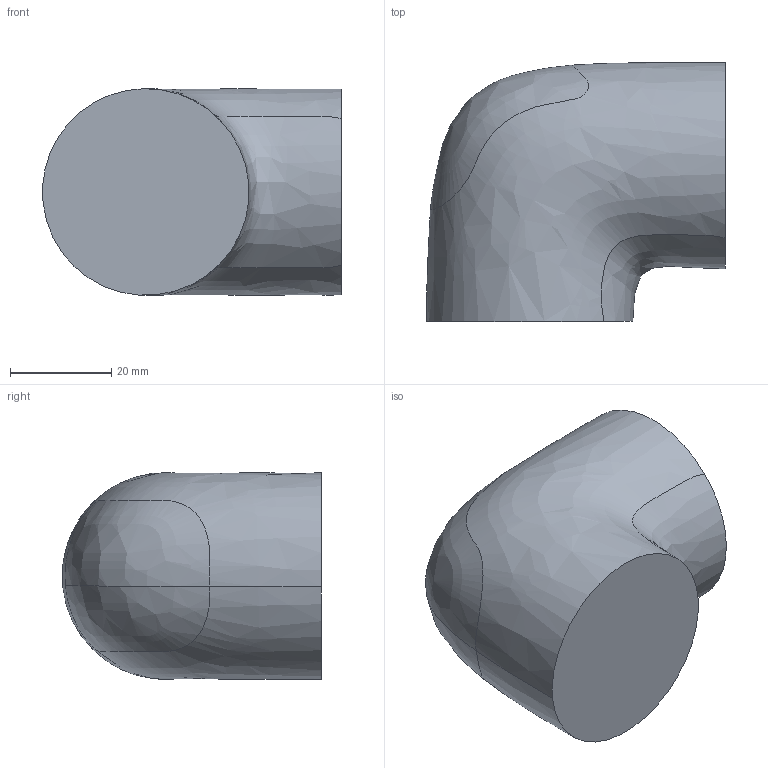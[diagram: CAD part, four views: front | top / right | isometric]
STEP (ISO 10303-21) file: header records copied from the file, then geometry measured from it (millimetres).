
FILE_DESCRIPTION (( 'STEP AP203' ), '1' );
FILE_NAME ('p5_Default_sldprt.STEP', '2024-01-07T19:18:52', ( '' ), ( '' ), 'SwSTEP 2.0', 'SolidWorks 2021', '' );
FILE_SCHEMA (( 'CONFIG_CONTROL_DESIGN' ));
Length unit declared in the file: millimetre
Products named in the file (1): p5_Default_sldprt
Bounding box: 59.14 x 51.25 x 40.92 mm (x, y, z)
Volume: 85209.3 mm3; surface area: 10794.3 mm2
Topology: 1 solids, 1 shells, 7 faces, 25 edges, 20 vertices
Faces by surface type: bspline 5, plane 2
Entity records: 925 total; most frequent: CARTESIAN_POINT 669, ORIENTED_EDGE 50, EDGE_CURVE 25, VERTEX_POINT 20, B_SPLINE_CURVE_WITH_KNOTS 19, DIRECTION 18, AXIS2_PLACEMENT_3D 9, PERSON_AND_ORGANIZATION 8
